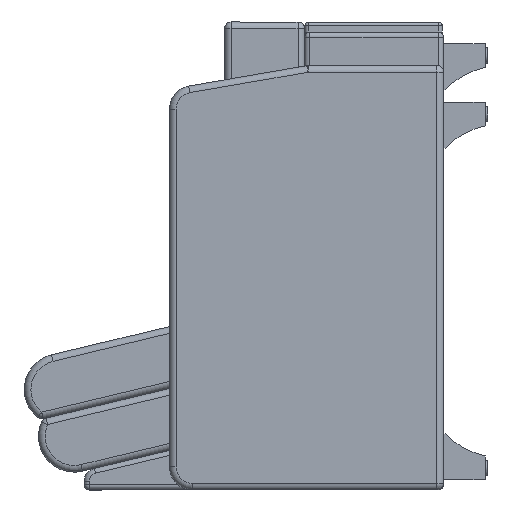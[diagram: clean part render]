
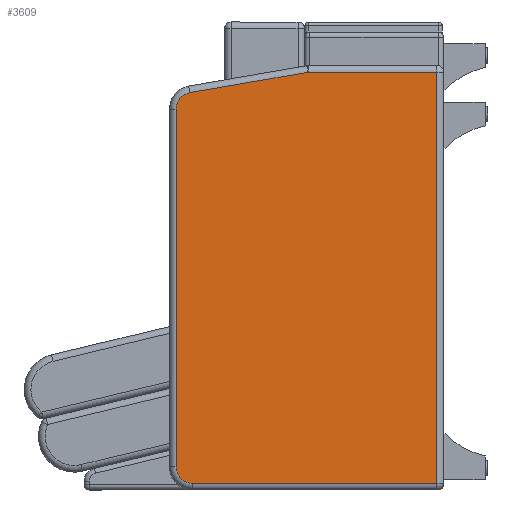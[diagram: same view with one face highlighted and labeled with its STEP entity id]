
A CAD part, left-side view. The second image highlights one B-rep face of the part: STEP entity #3609.
In plain terms, the highlighted face is planar.
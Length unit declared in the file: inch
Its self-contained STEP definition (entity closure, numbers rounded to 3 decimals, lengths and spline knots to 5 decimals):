
#237=PLANE('',#4310);
#530=FACE_OUTER_BOUND('',#789,.T.);
#789=EDGE_LOOP('',(#3205,#3206,#3207,#3208,#3209,#3210,#3211,#3212));
#1026=LINE('',#6729,#1265);
#1027=LINE('',#6737,#1266);
#1028=LINE('',#6745,#1267);
#1029=LINE('',#6760,#1268);
#1031=LINE('',#6765,#1270);
#1265=VECTOR('',#5521,0.3937);
#1266=VECTOR('',#5532,0.3937);
#1267=VECTOR('',#5543,0.3937);
#1268=VECTOR('',#5550,0.3937);
#1270=VECTOR('',#5556,0.3937);
#1504=CIRCLE('',#4298,1.25);
#1507=CIRCLE('',#4303,1.25);
#1510=CIRCLE('',#4307,0.25);
#1769=VERTEX_POINT('',#6719);
#1772=VERTEX_POINT('',#6726);
#1773=VERTEX_POINT('',#6731);
#1774=VERTEX_POINT('',#6735);
#1775=VERTEX_POINT('',#6739);
#1776=VERTEX_POINT('',#6743);
#1777=VERTEX_POINT('',#6755);
#1778=VERTEX_POINT('',#6759);
#2247=EDGE_CURVE('',#1769,#1772,#1026,.T.);
#2249=EDGE_CURVE('',#1772,#1773,#1504,.T.);
#2251=EDGE_CURVE('',#1773,#1774,#1027,.T.);
#2253=EDGE_CURVE('',#1774,#1775,#1507,.T.);
#2255=EDGE_CURVE('',#1775,#1776,#1028,.T.);
#2257=EDGE_CURVE('',#1776,#1777,#1510,.T.);
#2258=EDGE_CURVE('',#1777,#1778,#1029,.T.);
#2261=EDGE_CURVE('',#1778,#1769,#1031,.T.);
#3205=ORIENTED_EDGE('',*,*,#2257,.F.);
#3206=ORIENTED_EDGE('',*,*,#2255,.F.);
#3207=ORIENTED_EDGE('',*,*,#2253,.F.);
#3208=ORIENTED_EDGE('',*,*,#2251,.F.);
#3209=ORIENTED_EDGE('',*,*,#2249,.F.);
#3210=ORIENTED_EDGE('',*,*,#2247,.F.);
#3211=ORIENTED_EDGE('',*,*,#2261,.F.);
#3212=ORIENTED_EDGE('',*,*,#2258,.F.);
#3609=ADVANCED_FACE('',(#530),#237,.T.);
#4298=AXIS2_PLACEMENT_3D('',#6733,#5526,#5527);
#4303=AXIS2_PLACEMENT_3D('',#6741,#5537,#5538);
#4307=AXIS2_PLACEMENT_3D('',#6757,#5546,#5547);
#4310=AXIS2_PLACEMENT_3D('',#6764,#5554,#5555);
#5521=DIRECTION('',(0.,1.,0.));
#5526=DIRECTION('center_axis',(-1.,0.,0.));
#5527=DIRECTION('ref_axis',(0.,0.707,0.707));
#5532=DIRECTION('',(0.,0.,-1.));
#5537=DIRECTION('center_axis',(-1.,0.,0.));
#5538=DIRECTION('ref_axis',(0.,0.765,-0.644));
#5543=DIRECTION('',(0.,-0.985,-0.17));
#5546=DIRECTION('center_axis',(-1.,0.,0.));
#5547=DIRECTION('ref_axis',(0.,0.996,-0.084));
#5550=DIRECTION('',(0.,-1.,0.));
#5554=DIRECTION('center_axis',(1.,0.,0.));
#5555=DIRECTION('ref_axis',(0.,0.,-1.));
#5556=DIRECTION('',(0.,0.,1.));
#6719=CARTESIAN_POINT('',(1.5,-9.44369,13.97163));
#6726=CARTESIAN_POINT('',(1.5,8.80631,13.97163));
#6729=CARTESIAN_POINT('',(1.5,4.11427,13.97163));
#6731=CARTESIAN_POINT('',(1.5,10.05631,12.72163));
#6733=CARTESIAN_POINT('Origin',(1.5,8.80631,12.72163));
#6735=CARTESIAN_POINT('',(1.5,10.05631,-14.01027));
#6737=CARTESIAN_POINT('',(1.5,10.05631,-7.59598));
#6739=CARTESIAN_POINT('',(1.5,9.01913,-15.24202));
#6741=CARTESIAN_POINT('Origin',(1.5,8.80631,-14.01027));
#6743=CARTESIAN_POINT('',(1.5,0.181,-16.76903));
#6745=CARTESIAN_POINT('',(1.5,1.24514,-16.58518));
#6755=CARTESIAN_POINT('',(1.5,0.13844,-16.77268));
#6757=CARTESIAN_POINT('Origin',(1.5,0.13844,-16.52268));
#6759=CARTESIAN_POINT('',(1.5,-9.44369,-16.77268));
#6760=CARTESIAN_POINT('',(1.5,-5.13573,-16.77268));
#6764=CARTESIAN_POINT('Origin',(1.5,-0.32777,-1.1385));
#6765=CARTESIAN_POINT('',(1.5,-9.44369,6.54156));
